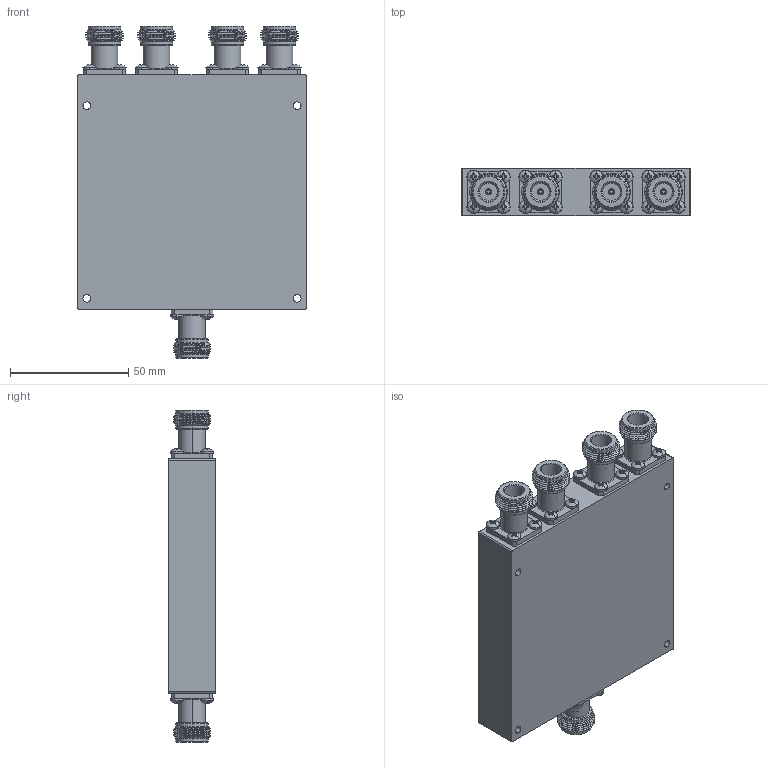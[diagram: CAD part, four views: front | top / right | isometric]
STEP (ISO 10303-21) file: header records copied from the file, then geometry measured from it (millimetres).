
FILE_DESCRIPTION (( 'STEP AP214' ), '1' );
FILE_NAME ('FMDV1275_3D.step', '2025-03-18T15:13:00', ( '' ), ( '' ), 'SwSTEP 2.0', 'SolidWorks 2022', '' );
FILE_SCHEMA (( 'AUTOMOTIVE_DESIGN' ));
Length unit declared in the file: inch
Products named in the file (3): FMDV1275_3D; N Female^FMDV1275; Body^FMDV1275
Assembly tree (6 placements, depth 2):
  FMDV1275_3D
    Body^FMDV1275
    N Female^FMDV1275  x5
Bounding box: 97 x 20.03 x 140.4 mm (x, y, z)
Volume: 205157 mm3; surface area: 42092.8 mm2
Topology: 26 solids, 31 shells, 2976 faces, 7323 edges, 4512 vertices
Faces by surface type: plane 852, bspline 767, cone 710, cylinder 477, torus 130, sphere 40
Entity records: 44161 total; most frequent: CARTESIAN_POINT 21985, ORIENTED_EDGE 5094, DIRECTION 3471, EDGE_CURVE 2547, VERTEX_POINT 1624, LINE 1247, VECTOR 1247, AXIS2_PLACEMENT_3D 1112
